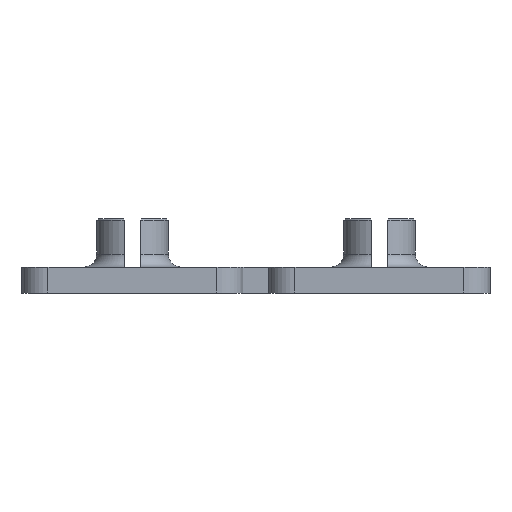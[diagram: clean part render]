
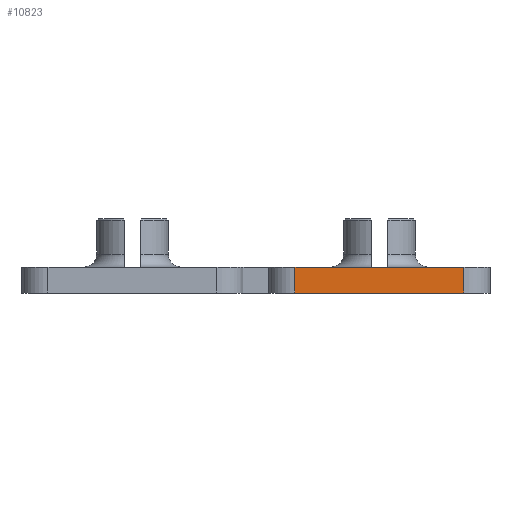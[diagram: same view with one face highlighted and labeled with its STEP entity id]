
A CAD part, left-side view. The second image highlights one B-rep face of the part: STEP entity #10823.
In plain terms, the highlighted planar face has unit normal (-1, 0, 0).
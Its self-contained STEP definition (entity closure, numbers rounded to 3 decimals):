
#1367 = CARTESIAN_POINT ( 'NONE',  ( -1.209, -18.041, 10.589 ) ) ;
#1725 = FACE_OUTER_BOUND ( 'NONE', #10755, .T. ) ;
#1895 = EDGE_CURVE ( 'NONE', #5414, #2889, #7811, .T. ) ;
#2208 = CARTESIAN_POINT ( 'NONE',  ( -1.209, -16.041, 12.589 ) ) ;
#2889 = VERTEX_POINT ( 'NONE', #7370 ) ;
#3265 = CARTESIAN_POINT ( 'NONE',  ( -1.209, -3.041, 10.589 ) ) ;
#3799 = VECTOR ( 'NONE', #9331, 1000. ) ;
#4150 = PLANE ( 'NONE',  #7441 ) ;
#4364 = CARTESIAN_POINT ( 'NONE',  ( -1.209, -16.041, 10.589 ) ) ;
#4409 = DIRECTION ( 'NONE',  ( 0., 0., -1. ) ) ;
#4924 = CARTESIAN_POINT ( 'NONE',  ( -1.209, -16.041, 10.589 ) ) ;
#5270 = LINE ( 'NONE', #4364, #9975 ) ;
#5414 = VERTEX_POINT ( 'NONE', #14629 ) ;
#5594 = EDGE_CURVE ( 'NONE', #10715, #5414, #5762, .T. ) ;
#5687 = DIRECTION ( 'NONE',  ( 0., 1., 0. ) ) ;
#5762 = LINE ( 'NONE', #13863, #7319 ) ;
#5861 = EDGE_CURVE ( 'NONE', #6982, #10715, #5270, .T. ) ;
#6274 = DIRECTION ( 'NONE',  ( 0., 0., -1. ) ) ;
#6350 = DIRECTION ( 'NONE',  ( 1., 0., 0. ) ) ;
#6718 = VECTOR ( 'NONE', #4409, 1000. ) ;
#6982 = VERTEX_POINT ( 'NONE', #4924 ) ;
#7074 = LINE ( 'NONE', #1367, #3799 ) ;
#7165 = ORIENTED_EDGE ( 'NONE', *, *, #5594, .T. ) ;
#7319 = VECTOR ( 'NONE', #5687, 1000. ) ;
#7370 = CARTESIAN_POINT ( 'NONE',  ( -1.209, -3.041, 10.589 ) ) ;
#7441 = AXIS2_PLACEMENT_3D ( 'NONE', #8535, #6350, #6274 ) ;
#7811 = LINE ( 'NONE', #3265, #6718 ) ;
#8535 = CARTESIAN_POINT ( 'NONE',  ( -1.209, -18.041, 10.589 ) ) ;
#9331 = DIRECTION ( 'NONE',  ( 0., 1., 0. ) ) ;
#9975 = VECTOR ( 'NONE', #12162, 1000. ) ;
#10280 = EDGE_CURVE ( 'NONE', #6982, #2889, #7074, .T. ) ;
#10715 = VERTEX_POINT ( 'NONE', #2208 ) ;
#10755 = EDGE_LOOP ( 'NONE', ( #12421, #14675, #13259, #7165 ) ) ;
#10823 = ADVANCED_FACE ( 'NONE', ( #1725 ), #4150, .F. ) ;
#12162 = DIRECTION ( 'NONE',  ( 0., 0., 1. ) ) ;
#12421 = ORIENTED_EDGE ( 'NONE', *, *, #1895, .T. ) ;
#13259 = ORIENTED_EDGE ( 'NONE', *, *, #5861, .T. ) ;
#13863 = CARTESIAN_POINT ( 'NONE',  ( -1.209, -18.041, 12.589 ) ) ;
#14629 = CARTESIAN_POINT ( 'NONE',  ( -1.209, -3.041, 12.589 ) ) ;
#14675 = ORIENTED_EDGE ( 'NONE', *, *, #10280, .F. ) ;
